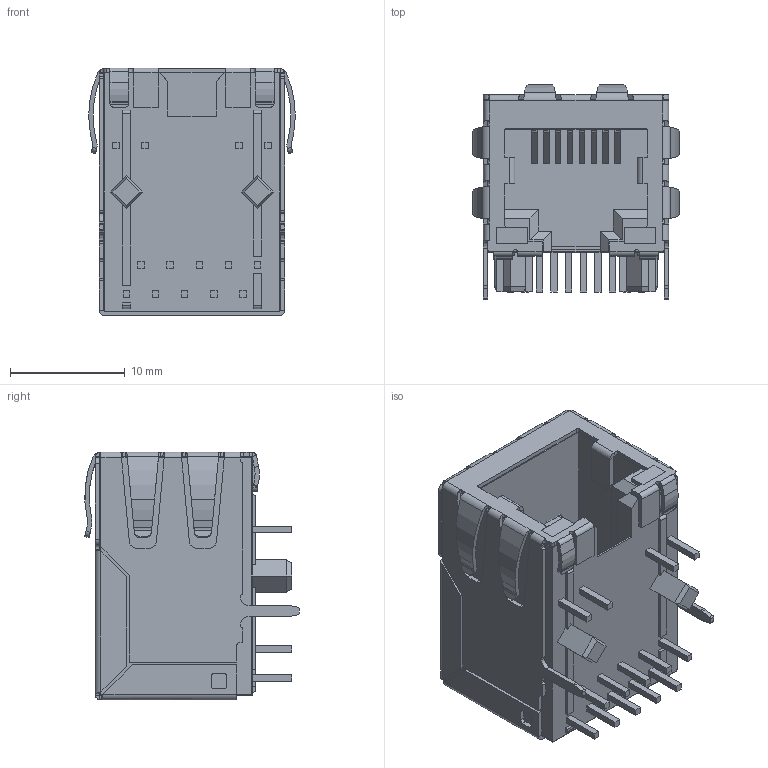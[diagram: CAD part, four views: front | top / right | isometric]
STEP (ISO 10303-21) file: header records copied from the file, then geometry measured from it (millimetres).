
FILE_DESCRIPTION (( 'STEP AP214' ), '1' );
FILE_NAME ('SI-61001-F.STEP', '2021-10-10T19:01:58', ( '' ), ( '' ), 'SwSTEP 2.0', 'SolidWorks 2020', '' );
FILE_SCHEMA (( 'AUTOMOTIVE_DESIGN' ));
Length unit declared in the file: inch
Products named in the file (1): SI-61001-F
Bounding box: 17.98 x 18.67 x 21.59 mm (x, y, z)
Volume: 3394.6 mm3; surface area: 4855.7 mm2
Topology: 28 solids, 28 shells, 694 faces, 1764 edges, 1114 vertices
Faces by surface type: plane 455, cylinder 221, bspline 10, sphere 4, torus 4
Entity records: 21967 total; most frequent: CARTESIAN_POINT 5373, ORIENTED_EDGE 3520, DIRECTION 3134, EDGE_CURVE 1760, LINE 1276, VECTOR 1276, VERTEX_POINT 1114, AXIS2_PLACEMENT_3D 929
